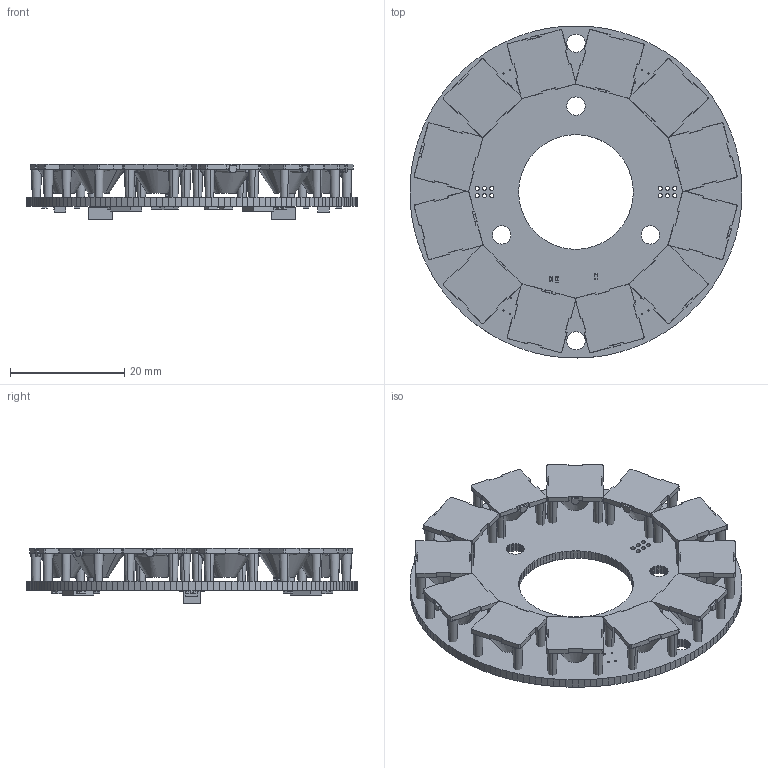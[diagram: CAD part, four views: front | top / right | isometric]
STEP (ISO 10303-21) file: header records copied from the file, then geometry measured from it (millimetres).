
FILE_DESCRIPTION(('KiCad electronic assembly'),'2;1');
FILE_NAME('ESP32Sensor-LED_board.step','2023-06-21T11:22:37',('Pcbnew'), ('Kicad'),'Open CASCADE STEP processor 7.6','KiCad to STEP converter', 'Unknown');
FILE_SCHEMA(('AUTOMOTIVE_DESIGN { 1 0 10303 214 1 1 1 1 }'));
Length unit declared in the file: millimetre
Products named in the file (74): ESP32Sensor-LED_board 1; 10412_iss2_041007; FACE; C_0402_1005Metric; SOLID; R_0402_1005Metric; WSON-8_4x4mm_P0.8mm; R_1206_3216Metric; PQFN6_IRLHS6376TRPBF_INF; COMPOUND; CLP-103-02-F-D-BE; ESP32Sensor-LED_board PCB
Assembly tree (109 placements, depth 3):
  ESP32Sensor-LED_board 1
    10412_iss2_041007  x12
      FACE
      FACE
      FACE
      FACE
      FACE
      FACE
      FACE
      FACE
      FACE
      FACE
      FACE
      FACE
      FACE
      FACE
      FACE
      FACE
      FACE
      FACE
      FACE
      FACE
      FACE
      FACE
      FACE
      FACE
      FACE
      FACE
      FACE
      FACE
      FACE
      FACE
      FACE
      FACE
      FACE
      FACE
      FACE
      FACE
      FACE
      FACE
      FACE
      FACE
      FACE
      FACE
      FACE
      FACE
      FACE
      FACE
      FACE
      FACE
      FACE
      FACE
      FACE
      FACE
      FACE
      FACE
      FACE
      FACE
      FACE
      FACE
Bounding box: 57.99 x 58 x 9.64 mm (x, y, z)
Volume: 3694.2 mm3; surface area: 10552.8 mm2
Topology: 54 solids, 762 shells, 2406 faces, 8282 edges, 6672 vertices
Faces by surface type: plane 1380, bspline 408, cylinder 318, revolution 300
Full cylindrical faces by diameter (mm): 0.1 x2, 0.22 x16, 0.6 x4, 0.737 x12, 1.1 x24
Entity records: 67032 total; most frequent: CARTESIAN_POINT 12590, DIRECTION 9546, LINE 7025, VECTOR 7025, ORIENTED_EDGE 4958, PCURVE 4958, DEFINITIONAL_REPRESENTATION 4958, EDGE_CURVE 2629
